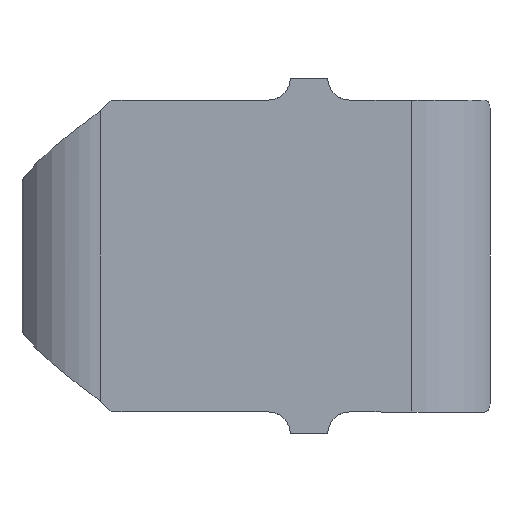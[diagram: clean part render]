
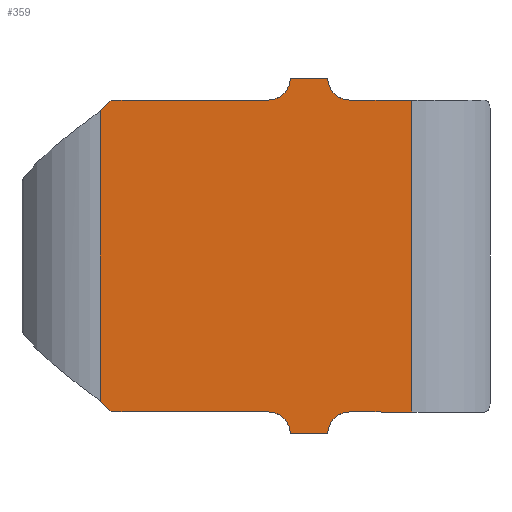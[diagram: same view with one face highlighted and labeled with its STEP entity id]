
A CAD part, front view. The second image highlights one B-rep face of the part: STEP entity #359.
In plain terms, the highlighted planar face has unit normal (0, -1, 0).
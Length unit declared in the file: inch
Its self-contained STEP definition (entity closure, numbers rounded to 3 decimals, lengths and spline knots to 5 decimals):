
#12 = DIRECTION ( 'NONE',  ( 0., 0., -1. ) ) ;
#26 = CARTESIAN_POINT ( 'NONE',  ( -0.113, -0.02, -0.125 ) ) ;
#31 = DIRECTION ( 'NONE',  ( 0., -1., 0. ) ) ;
#49 = CARTESIAN_POINT ( 'NONE',  ( 0.0575, -0.02, 0.1425 ) ) ;
#60 = EDGE_CURVE ( 'NONE', #883, #1248, #327, .T. ) ;
#81 = VECTOR ( 'NONE', #343, 39.37008 ) ;
#91 = VECTOR ( 'NONE', #1543, 39.37008 ) ;
#110 = CARTESIAN_POINT ( 'NONE',  ( 0.01, -0.02, -0.125 ) ) ;
#127 = CARTESIAN_POINT ( 'NONE',  ( 0.12464, -0.02, 0.125 ) ) ;
#152 = LINE ( 'NONE', #171, #91 ) ;
#158 = EDGE_CURVE ( 'NONE', #1184, #606, #672, .T. ) ;
#159 = AXIS2_PLACEMENT_3D ( 'NONE', #793, #31, #924 ) ;
#165 = CARTESIAN_POINT ( 'NONE',  ( 0.12464, -0.02, 0.125 ) ) ;
#171 = CARTESIAN_POINT ( 'NONE',  ( 0.00437, -0.02, 0.24527 ) ) ;
#177 = LINE ( 'NONE', #1200, #190 ) ;
#180 = EDGE_CURVE ( 'NONE', #999, #1756, #642, .T. ) ;
#190 = VECTOR ( 'NONE', #390, 39.37008 ) ;
#208 = CARTESIAN_POINT ( 'NONE',  ( -0.11795, -0.02, 0.12295 ) ) ;
#250 = EDGE_CURVE ( 'NONE', #283, #606, #500, .T. ) ;
#265 = DIRECTION ( 'NONE',  ( 0., -1., 0. ) ) ;
#274 = CARTESIAN_POINT ( 'NONE',  ( 0.12464, -0.02, -0.125 ) ) ;
#283 = VERTEX_POINT ( 'NONE', #1006 ) ;
#291 = CARTESIAN_POINT ( 'NONE',  ( 0.01, -0.02, -0.1425 ) ) ;
#304 = ORIENTED_EDGE ( 'NONE', *, *, #438, .T. ) ;
#316 = VERTEX_POINT ( 'NONE', #26 ) ;
#327 = LINE ( 'NONE', #1286, #81 ) ;
#339 = VECTOR ( 'NONE', #12, 39.37008 ) ;
#343 = DIRECTION ( 'NONE',  ( 1., 0., 0. ) ) ;
#353 = CARTESIAN_POINT ( 'NONE',  ( 0.075, -0.02, 0.1425 ) ) ;
#359 = ADVANCED_FACE ( 'NONE', ( #1762 ), #1278, .F. ) ;
#383 = EDGE_CURVE ( 'NONE', #316, #1507, #1755, .T. ) ;
#390 = DIRECTION ( 'NONE',  ( 1., 0., 0. ) ) ;
#411 = DIRECTION ( 'NONE',  ( -1., 0., 0. ) ) ;
#438 = EDGE_CURVE ( 'NONE', #1248, #1005, #567, .T. ) ;
#478 = DIRECTION ( 'NONE',  ( 0., 1., 0. ) ) ;
#489 = DIRECTION ( 'NONE',  ( -1., 0., 0. ) ) ;
#491 = VECTOR ( 'NONE', #1093, 39.37008 ) ;
#500 = LINE ( 'NONE', #595, #1167 ) ;
#503 = CARTESIAN_POINT ( 'NONE',  ( 0.075, -0.02, -0.1425 ) ) ;
#514 = LINE ( 'NONE', #1210, #491 ) ;
#519 = CARTESIAN_POINT ( 'NONE',  ( -0.12063, -0.02, -0.12027 ) ) ;
#527 = LINE ( 'NONE', #704, #535 ) ;
#529 = CIRCLE ( 'NONE', #1524, 0.0175 ) ;
#535 = VECTOR ( 'NONE', #1733, 39.37008 ) ;
#567 = CIRCLE ( 'NONE', #1089, 0.0175 ) ;
#595 = CARTESIAN_POINT ( 'NONE',  ( 0.12464, -0.02, 0.125 ) ) ;
#606 = VERTEX_POINT ( 'NONE', #1800 ) ;
#637 = DIRECTION ( 'NONE',  ( -1., 0., 0. ) ) ;
#638 = VERTEX_POINT ( 'NONE', #1266 ) ;
#642 = CIRCLE ( 'NONE', #1565, 0.0175 ) ;
#658 = DIRECTION ( 'NONE',  ( -1., 0., 0. ) ) ;
#672 = CIRCLE ( 'NONE', #1310, 0.0175 ) ;
#675 = EDGE_LOOP ( 'NONE', ( #803, #1732, #1534, #1398, #1810, #304, #1070, #1380, #1362, #1153, #1545, #1549, #1596, #760, #1052, #1468 ) ) ;
#677 = DIRECTION ( 'NONE',  ( 0.707, 0., -0.707 ) ) ;
#704 = CARTESIAN_POINT ( 'NONE',  ( 0.12464, -0.02, 0.125 ) ) ;
#724 = CIRCLE ( 'NONE', #159, 0.007 ) ;
#734 = VECTOR ( 'NONE', #1068, 39.37008 ) ;
#760 = ORIENTED_EDGE ( 'NONE', *, *, #902, .T. ) ;
#775 = CARTESIAN_POINT ( 'NONE',  ( -0.12464, -0.02, 0.125 ) ) ;
#780 = CARTESIAN_POINT ( 'NONE',  ( 0.12464, -0.02, -0.125 ) ) ;
#793 = CARTESIAN_POINT ( 'NONE',  ( -0.113, -0.02, 0.118 ) ) ;
#803 = ORIENTED_EDGE ( 'NONE', *, *, #1734, .T. ) ;
#810 = CARTESIAN_POINT ( 'NONE',  ( -0.11795, -0.02, -0.12295 ) ) ;
#848 = LINE ( 'NONE', #519, #863 ) ;
#861 = LINE ( 'NONE', #775, #339 ) ;
#863 = VECTOR ( 'NONE', #677, 39.37008 ) ;
#883 = VERTEX_POINT ( 'NONE', #1049 ) ;
#902 = EDGE_CURVE ( 'NONE', #283, #1494, #724, .T. ) ;
#922 = CARTESIAN_POINT ( 'NONE',  ( 0.0275, -0.02, 0.1425 ) ) ;
#924 = DIRECTION ( 'NONE',  ( -1., 0., 0. ) ) ;
#948 = CARTESIAN_POINT ( 'NONE',  ( 0.075, -0.02, -0.125 ) ) ;
#953 = CIRCLE ( 'NONE', #1527, 0.007 ) ;
#966 = EDGE_CURVE ( 'NONE', #1184, #1756, #1774, .T. ) ;
#975 = CARTESIAN_POINT ( 'NONE',  ( -0.12464, -0.02, 0.11626 ) ) ;
#999 = VERTEX_POINT ( 'NONE', #1072 ) ;
#1005 = VERTEX_POINT ( 'NONE', #948 ) ;
#1006 = CARTESIAN_POINT ( 'NONE',  ( -0.113, -0.02, 0.125 ) ) ;
#1049 = CARTESIAN_POINT ( 'NONE',  ( 0.0275, -0.02, -0.1425 ) ) ;
#1052 = ORIENTED_EDGE ( 'NONE', *, *, #1308, .T. ) ;
#1057 = EDGE_CURVE ( 'NONE', #999, #1743, #527, .T. ) ;
#1068 = DIRECTION ( 'NONE',  ( 1., 0., 0. ) ) ;
#1069 = CARTESIAN_POINT ( 'NONE',  ( -0.113, -0.02, -0.118 ) ) ;
#1070 = ORIENTED_EDGE ( 'NONE', *, *, #1298, .T. ) ;
#1072 = CARTESIAN_POINT ( 'NONE',  ( 0.075, -0.02, 0.125 ) ) ;
#1089 = AXIS2_PLACEMENT_3D ( 'NONE', #503, #1498, #658 ) ;
#1090 = EDGE_CURVE ( 'NONE', #1743, #1303, #514, .T. ) ;
#1093 = DIRECTION ( 'NONE',  ( 0., 0., -1. ) ) ;
#1109 = EDGE_CURVE ( 'NONE', #1507, #883, #529, .T. ) ;
#1134 = VERTEX_POINT ( 'NONE', #975 ) ;
#1153 = ORIENTED_EDGE ( 'NONE', *, *, #180, .T. ) ;
#1161 = DIRECTION ( 'NONE',  ( 1., 0., 0. ) ) ;
#1164 = AXIS2_PLACEMENT_3D ( 'NONE', #127, #1464, #637 ) ;
#1167 = VECTOR ( 'NONE', #1611, 39.37008 ) ;
#1184 = VERTEX_POINT ( 'NONE', #922 ) ;
#1186 = CARTESIAN_POINT ( 'NONE',  ( 0.0275, -0.02, 0.1425 ) ) ;
#1187 = DIRECTION ( 'NONE',  ( -1., 0., 0. ) ) ;
#1200 = CARTESIAN_POINT ( 'NONE',  ( 0.12464, -0.02, -0.125 ) ) ;
#1210 = CARTESIAN_POINT ( 'NONE',  ( 0.12464, -0.02, 0.125 ) ) ;
#1218 = DIRECTION ( 'NONE',  ( 0., 1., 0. ) ) ;
#1248 = VERTEX_POINT ( 'NONE', #1704 ) ;
#1266 = CARTESIAN_POINT ( 'NONE',  ( -0.12464, -0.02, -0.11626 ) ) ;
#1278 = PLANE ( 'NONE',  #1164 ) ;
#1285 = CARTESIAN_POINT ( 'NONE',  ( 0.01, -0.02, 0.1425 ) ) ;
#1286 = CARTESIAN_POINT ( 'NONE',  ( 0.0275, -0.02, -0.1425 ) ) ;
#1293 = DIRECTION ( 'NONE',  ( 0., 1., 0. ) ) ;
#1298 = EDGE_CURVE ( 'NONE', #1005, #1303, #177, .T. ) ;
#1303 = VERTEX_POINT ( 'NONE', #274 ) ;
#1308 = EDGE_CURVE ( 'NONE', #1494, #1134, #152, .T. ) ;
#1310 = AXIS2_PLACEMENT_3D ( 'NONE', #1285, #478, #1470 ) ;
#1362 = ORIENTED_EDGE ( 'NONE', *, *, #1057, .F. ) ;
#1380 = ORIENTED_EDGE ( 'NONE', *, *, #1090, .F. ) ;
#1398 = ORIENTED_EDGE ( 'NONE', *, *, #1109, .T. ) ;
#1464 = DIRECTION ( 'NONE',  ( 0., 1., 0. ) ) ;
#1468 = ORIENTED_EDGE ( 'NONE', *, *, #1600, .T. ) ;
#1470 = DIRECTION ( 'NONE',  ( -1., 0., 0. ) ) ;
#1494 = VERTEX_POINT ( 'NONE', #208 ) ;
#1498 = DIRECTION ( 'NONE',  ( 0., 1., 0. ) ) ;
#1507 = VERTEX_POINT ( 'NONE', #110 ) ;
#1524 = AXIS2_PLACEMENT_3D ( 'NONE', #291, #1218, #411 ) ;
#1527 = AXIS2_PLACEMENT_3D ( 'NONE', #1069, #265, #1187 ) ;
#1534 = ORIENTED_EDGE ( 'NONE', *, *, #383, .T. ) ;
#1543 = DIRECTION ( 'NONE',  ( -0.707, 0., -0.707 ) ) ;
#1545 = ORIENTED_EDGE ( 'NONE', *, *, #966, .F. ) ;
#1549 = ORIENTED_EDGE ( 'NONE', *, *, #158, .T. ) ;
#1565 = AXIS2_PLACEMENT_3D ( 'NONE', #353, #1293, #489 ) ;
#1596 = ORIENTED_EDGE ( 'NONE', *, *, #250, .F. ) ;
#1600 = EDGE_CURVE ( 'NONE', #1134, #638, #861, .T. ) ;
#1611 = DIRECTION ( 'NONE',  ( 1., 0., 0. ) ) ;
#1664 = VECTOR ( 'NONE', #1161, 39.37008 ) ;
#1704 = CARTESIAN_POINT ( 'NONE',  ( 0.0575, -0.02, -0.1425 ) ) ;
#1706 = EDGE_CURVE ( 'NONE', #1739, #316, #953, .T. ) ;
#1732 = ORIENTED_EDGE ( 'NONE', *, *, #1706, .T. ) ;
#1733 = DIRECTION ( 'NONE',  ( 1., 0., 0. ) ) ;
#1734 = EDGE_CURVE ( 'NONE', #638, #1739, #848, .T. ) ;
#1739 = VERTEX_POINT ( 'NONE', #810 ) ;
#1743 = VERTEX_POINT ( 'NONE', #165 ) ;
#1755 = LINE ( 'NONE', #780, #1664 ) ;
#1756 = VERTEX_POINT ( 'NONE', #49 ) ;
#1762 = FACE_OUTER_BOUND ( 'NONE', #675, .T. ) ;
#1774 = LINE ( 'NONE', #1186, #734 ) ;
#1800 = CARTESIAN_POINT ( 'NONE',  ( 0.01, -0.02, 0.125 ) ) ;
#1810 = ORIENTED_EDGE ( 'NONE', *, *, #60, .T. ) ;
